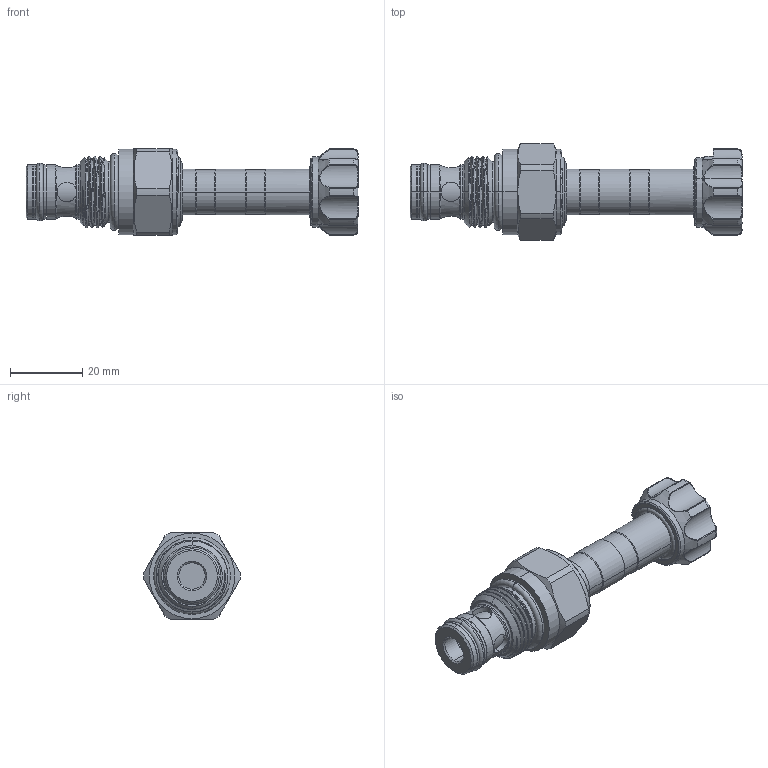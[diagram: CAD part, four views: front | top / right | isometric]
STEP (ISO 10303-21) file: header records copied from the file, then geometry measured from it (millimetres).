
FILE_DESCRIPTION (( 'STEP AP203' ), '1' );
FILE_NAME ('EP20M2A10N05.STEP', '2020-04-06T08:27:25', ( '' ), ( '' ), 'SwSTEP 2.0', 'SolidWorks 2018', '' );
FILE_SCHEMA (( 'CONFIG_CONTROL_DESIGN' ));
Length unit declared in the file: millimetre
Products named in the file (1): EP20M2A10N05
Bounding box: 91.8 x 26.69 x 24 mm (x, y, z)
Volume: 22073.8 mm3; surface area: 8357.7 mm2
Topology: 5 solids, 5 shells, 261 faces, 627 edges, 381 vertices
Faces by surface type: cylinder 119, torus 39, cone 39, bspline 38, plane 26
Entity records: 11900 total; most frequent: CARTESIAN_POINT 6083, ORIENTED_EDGE 1250, DIRECTION 1165, EDGE_CURVE 625, AXIS2_PLACEMENT_3D 504, VERTEX_POINT 381, CIRCLE 280, EDGE_LOOP 278
